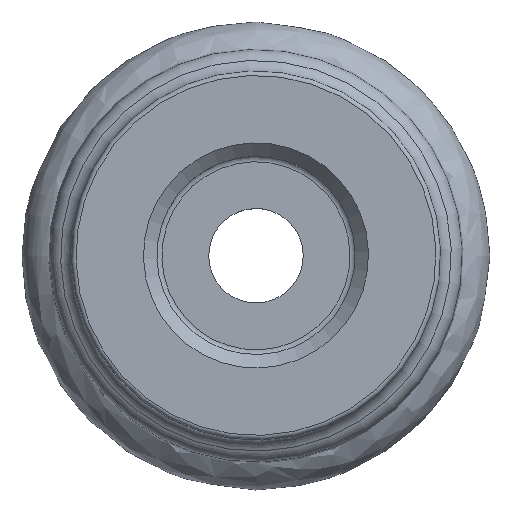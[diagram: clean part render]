
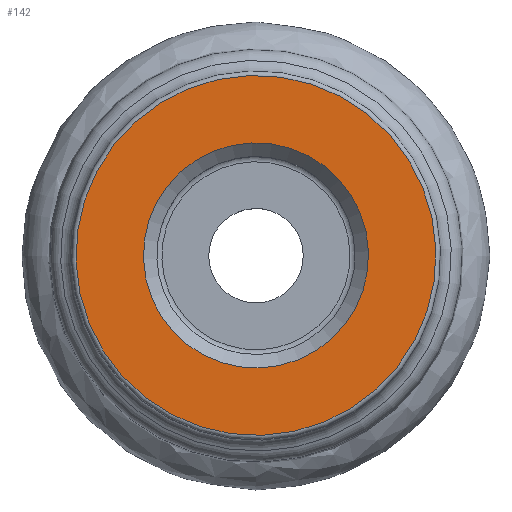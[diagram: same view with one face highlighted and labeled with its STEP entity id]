
A CAD part, top view. The second image highlights one B-rep face of the part: STEP entity #142.
In plain terms, the highlighted planar face has unit normal (0, 0, 1).
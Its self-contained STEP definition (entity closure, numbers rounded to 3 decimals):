
#110=PLANE('',#557);
#142=ADVANCED_FACE('CU_BACK_F001',(#189,#190),#110,.F.);
#189=FACE_BOUND('',#242,.T.);
#190=FACE_BOUND('',#243,.T.);
#242=EDGE_LOOP('',(#294));
#243=EDGE_LOOP('',(#295));
#294=ORIENTED_EDGE('',*,*,#362,.T.);
#295=ORIENTED_EDGE('',*,*,#363,.T.);
#335=VERTEX_POINT('',#881);
#336=VERTEX_POINT('',#883);
#362=EDGE_CURVE('',#335,#335,#388,.T.);
#363=EDGE_CURVE('',#336,#336,#389,.T.);
#388=CIRCLE('',#555,20.);
#389=CIRCLE('',#556,12.505);
#555=AXIS2_PLACEMENT_3D('',#880,#660,#661);
#556=AXIS2_PLACEMENT_3D('',#882,#662,#663);
#557=AXIS2_PLACEMENT_3D('',#884,#664,#665);
#660=DIRECTION('',(0.,0.,1.));
#661=DIRECTION('',(0.036,-0.999,0.));
#662=DIRECTION('',(0.,0.,-1.));
#663=DIRECTION('',(-0.036,0.999,0.));
#664=DIRECTION('',(0.,0.,-1.));
#665=DIRECTION('',(-0.036,0.999,0.));
#880=CARTESIAN_POINT('',(0.,0.,0.));
#881=CARTESIAN_POINT('',(0.728,-19.987,0.));
#882=CARTESIAN_POINT('',(0.,0.,
0.));
#883=CARTESIAN_POINT('',(-0.455,12.497,0.));
#884=CARTESIAN_POINT('',(-1.042,-20.474,0.));
